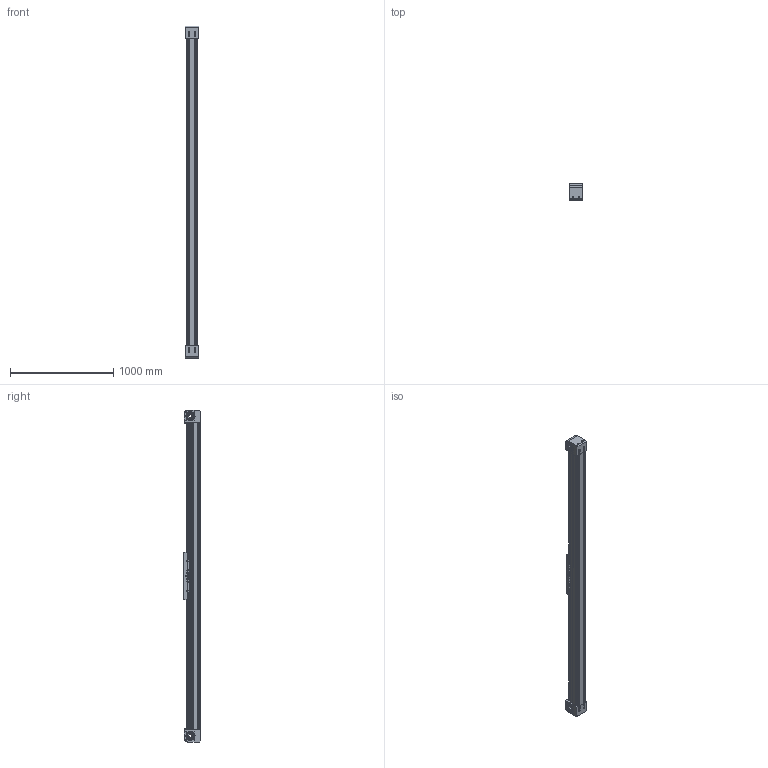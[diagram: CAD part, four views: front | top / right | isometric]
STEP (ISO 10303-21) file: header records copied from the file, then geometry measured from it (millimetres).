
FILE_DESCRIPTION (( 'STEP AP214' ), '1' );
FILE_NAME ('BLM100-2500.STEP', '2023-03-14T09:40:35', ( '' ), ( '' ), 'SwSTEP 2.0', 'SolidWorks 2023', '' );
FILE_SCHEMA (( 'AUTOMOTIVE_DESIGN' ));
Length unit declared in the file: millimetre
Products named in the file (1): BLM100-2500
Bounding box: 130 x 159 x 3220 mm (x, y, z)
Volume: 34167935.2 mm3; surface area: 3717106.5 mm2
Topology: 49 solids, 57 shells, 5972 faces, 16867 edges, 11077 vertices
Faces by surface type: plane 3324, cylinder 2300, torus 168, sphere 100, cone 56, bspline 24
Entity records: 265354 total; most frequent: CARTESIAN_POINT 40645, DIRECTION 33575, ORIENTED_EDGE 33238, EDGE_CURVE 16619, AXIS2_PLACEMENT_3D 11245, LINE 11085, VECTOR 11085, VERTEX_POINT 10941
